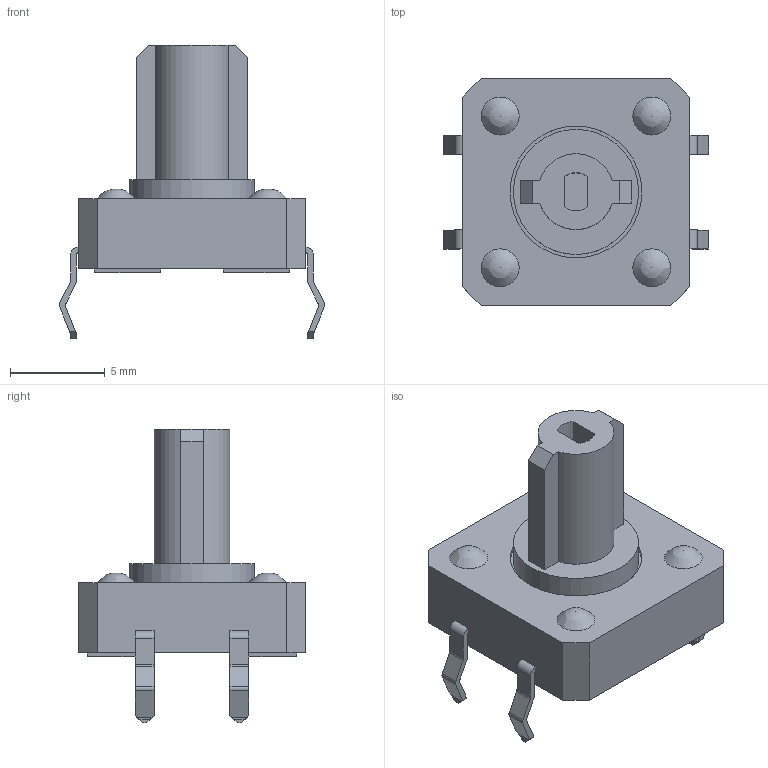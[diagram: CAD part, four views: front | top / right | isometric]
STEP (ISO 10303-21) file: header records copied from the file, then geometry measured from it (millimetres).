
FILE_DESCRIPTION((' '),'2;1');
FILE_NAME('TL1100FFxxxx.stp','2017-07-28T10:27:10',(' '),(' '),' ','ACIS',' ');
FILE_SCHEMA(('CONFIG_CONTROL_DESIGN'));
Length unit declared in the file: inch
Products named in the file (1): TL1100FFxxxx.stp
Bounding box: 14 x 12 x 15.5 mm (x, y, z)
Volume: 569.9 mm3; surface area: 950.7 mm2
Topology: 1 solids, 2 shells, 248 faces, 645 edges, 426 vertices
Faces by surface type: plane 173, cylinder 66, bspline 4, torus 4, cone 1
Full cylindrical faces by diameter (mm): 3 x1, 4.84 x1, 6.6 x1, 6.95 x1
Entity records: 7603 total; most frequent: CARTESIAN_POINT 1396, ORIENTED_EDGE 1250, DIRECTION 1242, EDGE_CURVE 625, VECTOR 498, LINE 498, VERTEX_POINT 418, AXIS2_PLACEMENT_3D 372
